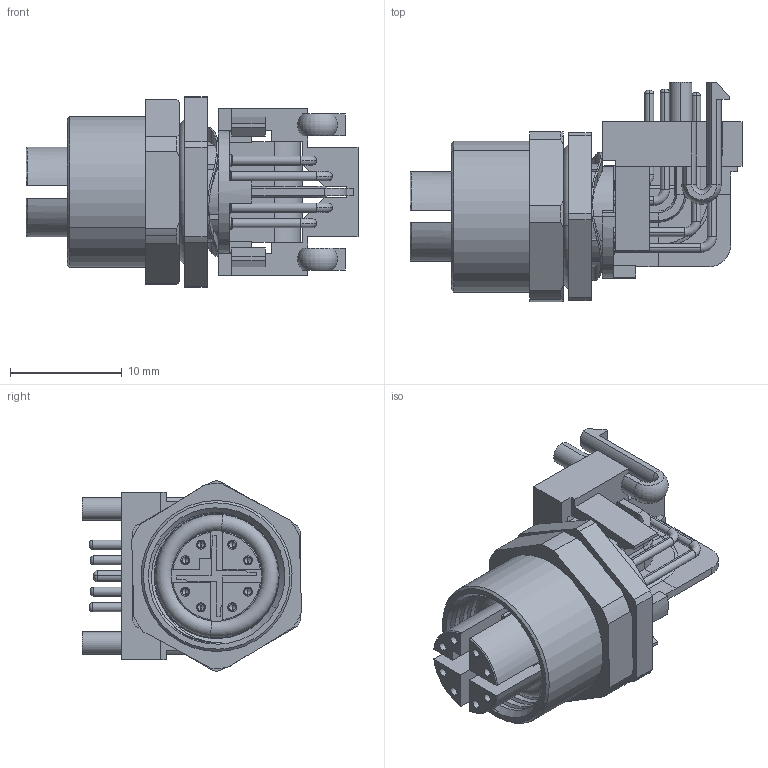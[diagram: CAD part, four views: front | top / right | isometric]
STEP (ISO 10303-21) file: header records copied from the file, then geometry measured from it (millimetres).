
FILE_DESCRIPTION (( 'STEP AP203' ), '1' );
FILE_NAME ('54-00393.STEP', '2024-09-10T18:03:11', ( '' ), ( '' ), 'SwSTEP 2.0', 'SolidWorks 2021', '' );
FILE_SCHEMA (( 'CONFIG_CONTROL_DESIGN' ));
Length unit declared in the file: millimetre
Products named in the file (13): 54-00393-11___; 54-00393-03___; 54-00393; 54-00393-10___; 54-00393-07___; 54-00393-05___; 54-00393-06___; 54-00393-12___; 54-00393-04___; 54-00393-01___; 54-00393-09___; 54-00393-08___; 54-00393-02___
Assembly tree (16 placements, depth 2):
  54-00393
    54-00393-01___
    54-00393-02___
    54-00393-03___
    54-00393-04___  x2
    54-00393-05___  x2
    54-00393-06___  x2
    54-00393-07___  x2
    54-00393-11___
    54-00393-08___
    54-00393-09___
    54-00393-10___
    54-00393-12___
Bounding box: 29.7 x 19.59 x 17 mm (x, y, z)
Volume: 2988.7 mm3; surface area: 6760.8 mm2
Topology: 16 solids, 16 shells, 829 faces, 2163 edges, 1378 vertices
Faces by surface type: plane 366, cylinder 267, torus 84, cone 61, bspline 51
Entity records: 32672 total; most frequent: CARTESIAN_POINT 14368, ORIENTED_EDGE 3622, DIRECTION 3432, EDGE_CURVE 1811, AXIS2_PLACEMENT_3D 1219, VERTEX_POINT 1166, LINE 994, VECTOR 994
